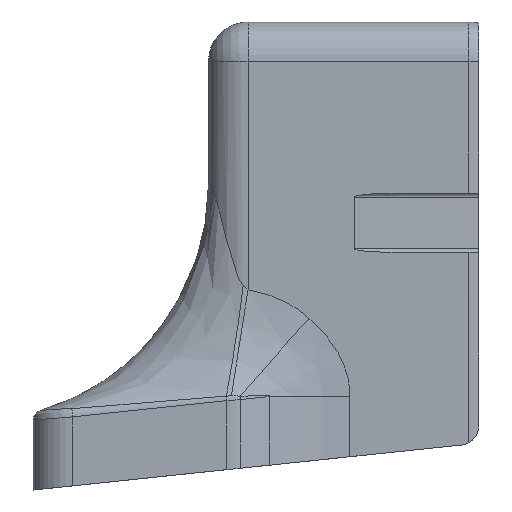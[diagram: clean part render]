
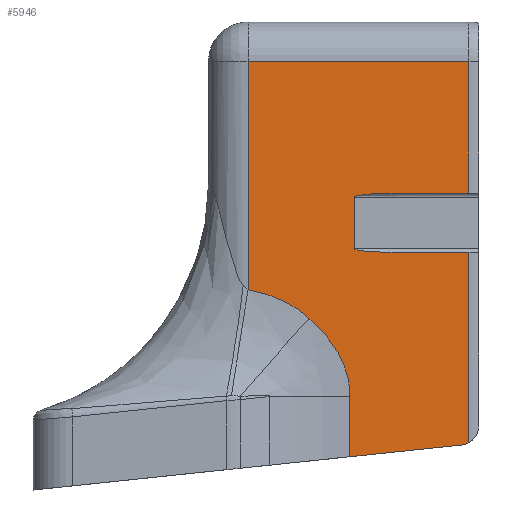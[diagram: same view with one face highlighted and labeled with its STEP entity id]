
A CAD part, front view. The second image highlights one B-rep face of the part: STEP entity #5946.
In plain terms, the highlighted planar face has unit normal (0, -1, 0).
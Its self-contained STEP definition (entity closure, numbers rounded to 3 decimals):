
#145 = ORIENTED_EDGE ( 'NONE', *, *, #9371, .T. ) ;
#170 = EDGE_CURVE ( 'NONE', #4385, #7046, #1239, .T. ) ;
#285 = LINE ( 'NONE', #8293, #1371 ) ;
#358 = CARTESIAN_POINT ( 'NONE',  ( 19.938, 48.12, 136.924 ) ) ;
#418 = CARTESIAN_POINT ( 'NONE',  ( 14.125, 48.12, 134.007 ) ) ;
#471 = VERTEX_POINT ( 'NONE', #4725 ) ;
#698 = VECTOR ( 'NONE', #5225, 1000. ) ;
#803 = CARTESIAN_POINT ( 'NONE',  ( 14.125, 48.12, 136.841 ) ) ;
#851 = DIRECTION ( 'NONE',  ( -0.995, 0., -0.105 ) ) ;
#956 =( BOUNDED_CURVE ( )  B_SPLINE_CURVE ( 3, ( #3831, #3672, #418, #7841 ),
 .UNSPECIFIED., .F., .T. ) 
 B_SPLINE_CURVE_WITH_KNOTS ( ( 4, 4 ),
 ( 1.571, 3.142 ),
 .UNSPECIFIED. ) 
 CURVE ( )  GEOMETRIC_REPRESENTATION_ITEM ( )  RATIONAL_B_SPLINE_CURVE ( ( 1., 0.805, 0.805, 1. ) ) 
 REPRESENTATION_ITEM ( '' )  );
#1030 = PLANE ( 'NONE',  #1725 ) ;
#1035 = ORIENTED_EDGE ( 'NONE', *, *, #5108, .T. ) ;
#1039 = ORIENTED_EDGE ( 'NONE', *, *, #9118, .T. ) ;
#1085 = CARTESIAN_POINT ( 'NONE',  ( 19.938, 48.12, 124.287 ) ) ;
#1181 =( BOUNDED_CURVE ( )  B_SPLINE_CURVE ( 3, ( #7189, #9526, #6410, #3870 ),
 .UNSPECIFIED., .F., .T. ) 
 B_SPLINE_CURVE_WITH_KNOTS ( ( 4, 4 ),
 ( 2.838, 3.177 ),
 .UNSPECIFIED. ) 
 CURVE ( )  GEOMETRIC_REPRESENTATION_ITEM ( )  RATIONAL_B_SPLINE_CURVE ( ( 1., 0.99, 0.99, 1. ) ) 
 REPRESENTATION_ITEM ( '' )  );
#1200 = LINE ( 'NONE', #2658, #2066 ) ;
#1239 = LINE ( 'NONE', #2126, #5162 ) ;
#1344 = ORIENTED_EDGE ( 'NONE', *, *, #170, .T. ) ;
#1371 = VECTOR ( 'NONE', #6710, 1000. ) ;
#1420 = EDGE_CURVE ( 'NONE', #2091, #471, #9128, .T. ) ;
#1627 = CARTESIAN_POINT ( 'NONE',  ( 14.125, 48.12, 136.724 ) ) ;
#1665 = CARTESIAN_POINT ( 'NONE',  ( 11.828, 48.12, 130.599 ) ) ;
#1725 = AXIS2_PLACEMENT_3D ( 'NONE', #1863, #7558, #8302 ) ;
#1842 = CARTESIAN_POINT ( 'NONE',  ( 10.129, 48.12, 131.654 ) ) ;
#1853 = VECTOR ( 'NONE', #4569, 1000. ) ;
#1863 = CARTESIAN_POINT ( 'NONE',  ( 0., 48.12, 146.035 ) ) ;
#1978 = CARTESIAN_POINT ( 'NONE',  ( 19.438, 48.12, 125.153 ) ) ;
#1984 = FACE_OUTER_BOUND ( 'NONE', #2608, .T. ) ;
#2023 = ORIENTED_EDGE ( 'NONE', *, *, #9077, .T. ) ;
#2066 = VECTOR ( 'NONE', #7612, 1000. ) ;
#2091 = VERTEX_POINT ( 'NONE', #7809 ) ;
#2101 = DIRECTION ( 'NONE',  ( 0., 0., -1. ) ) ;
#2126 = CARTESIAN_POINT ( 'NONE',  ( 8.738, 48.12, 143.606 ) ) ;
#2262 = CARTESIAN_POINT ( 'NONE',  ( 16.038, 48.12, 136.924 ) ) ;
#2406 = CARTESIAN_POINT ( 'NONE',  ( 16.038, 48.12, 133.924 ) ) ;
#2463 = ORIENTED_EDGE ( 'NONE', *, *, #9512, .T. ) ;
#2608 = EDGE_LOOP ( 'NONE', ( #9937, #1039, #5011, #1035, #145, #10371, #4560, #3077, #2023, #1344, #7603, #2463, #5924, #9896 ) ) ;
#2658 = CARTESIAN_POINT ( 'NONE',  ( 0., 48.12, 133.924 ) ) ;
#3077 = ORIENTED_EDGE ( 'NONE', *, *, #8714, .T. ) ;
#3104 = VERTEX_POINT ( 'NONE', #1665 ) ;
#3128 = CARTESIAN_POINT ( 'NONE',  ( 14.125, 48.12, 136.724 ) ) ;
#3179 = VERTEX_POINT ( 'NONE', #2262 ) ;
#3235 = CARTESIAN_POINT ( 'NONE',  ( 8.738, 48.12, 143.606 ) ) ;
#3270 = B_SPLINE_CURVE_WITH_KNOTS ( 'NONE', 3,
 ( #9991, #9144, #5003, #7433, #1842, #5160, #5106, #5954 ),
 .UNSPECIFIED., .F., .F.,
 ( 4, 2, 2, 4 ),
 ( 0., 0.001, 0.002, 0.003 ),
 .UNSPECIFIED. ) ;
#3331 = VERTEX_POINT ( 'NONE', #7510 ) ;
#3625 = VECTOR ( 'NONE', #4934, 1000. ) ;
#3653 = LINE ( 'NONE', #6183, #1853 ) ;
#3672 = CARTESIAN_POINT ( 'NONE',  ( 14.917, 48.12, 133.924 ) ) ;
#3708 = CARTESIAN_POINT ( 'NONE',  ( 14.125, 48.12, 146.035 ) ) ;
#3754 = VERTEX_POINT ( 'NONE', #3817 ) ;
#3765 = EDGE_CURVE ( 'NONE', #3104, #2091, #1181, .T. ) ;
#3817 = CARTESIAN_POINT ( 'NONE',  ( 19.542, 48.12, 124.159 ) ) ;
#3827 = VERTEX_POINT ( 'NONE', #1085 ) ;
#3831 = CARTESIAN_POINT ( 'NONE',  ( 16.038, 48.12, 133.924 ) ) ;
#3870 = CARTESIAN_POINT ( 'NONE',  ( 13.908, 48.12, 126.615 ) ) ;
#3897 = CARTESIAN_POINT ( 'NONE',  ( 19.938, 48.12, 146.035 ) ) ;
#3901 = VECTOR ( 'NONE', #2101, 1000. ) ;
#4385 = VERTEX_POINT ( 'NONE', #8673 ) ;
#4438 = EDGE_CURVE ( 'NONE', #7046, #8283, #3653, .T. ) ;
#4560 = ORIENTED_EDGE ( 'NONE', *, *, #9953, .T. ) ;
#4569 = DIRECTION ( 'NONE',  ( 0., 0., -1. ) ) ;
#4585 = VERTEX_POINT ( 'NONE', #6556 ) ;
#4614 = VERTEX_POINT ( 'NONE', #3128 ) ;
#4725 = CARTESIAN_POINT ( 'NONE',  ( 13.908, 48.12, 123.567 ) ) ;
#4786 = CARTESIAN_POINT ( 'NONE',  ( 8.738, 48.12, 132.031 ) ) ;
#4887 = CARTESIAN_POINT ( 'NONE',  ( 16.038, 48.12, 136.924 ) ) ;
#4934 = DIRECTION ( 'NONE',  ( 0., 0., -1. ) ) ;
#5003 = CARTESIAN_POINT ( 'NONE',  ( 9.305, 48.12, 131.923 ) ) ;
#5011 = ORIENTED_EDGE ( 'NONE', *, *, #10469, .T. ) ;
#5106 = CARTESIAN_POINT ( 'NONE',  ( 11.393, 48.12, 130.982 ) ) ;
#5108 = EDGE_CURVE ( 'NONE', #4585, #5810, #1200, .T. ) ;
#5160 = CARTESIAN_POINT ( 'NONE',  ( 10.912, 48.12, 131.292 ) ) ;
#5162 = VECTOR ( 'NONE', #7861, 1000. ) ;
#5225 = DIRECTION ( 'NONE',  ( 0., 0., 1. ) ) ;
#5247 = LINE ( 'NONE', #6780, #9907 ) ;
#5412 = VERTEX_POINT ( 'NONE', #358 ) ;
#5631 = EDGE_CURVE ( 'NONE', #4614, #3331, #7994, .T. ) ;
#5810 = VERTEX_POINT ( 'NONE', #2406 ) ;
#5924 = ORIENTED_EDGE ( 'NONE', *, *, #3765, .T. ) ;
#5946 = ADVANCED_FACE ( 'NONE', ( #1984 ), #1030, .T. ) ;
#5954 = CARTESIAN_POINT ( 'NONE',  ( 11.828, 48.12, 130.599 ) ) ;
#6183 = CARTESIAN_POINT ( 'NONE',  ( 8.738, 48.12, 146.035 ) ) ;
#6349 = LINE ( 'NONE', #6930, #9389 ) ;
#6410 = CARTESIAN_POINT ( 'NONE',  ( 13.908, 48.12, 128.041 ) ) ;
#6556 = CARTESIAN_POINT ( 'NONE',  ( 19.938, 48.12, 133.924 ) ) ;
#6683 = CARTESIAN_POINT ( 'NONE',  ( 13.908, 48.12, 146.035 ) ) ;
#6710 = DIRECTION ( 'NONE',  ( 1., 0., 0. ) ) ;
#6780 = CARTESIAN_POINT ( 'NONE',  ( 2.488, 48.12, 122.366 ) ) ;
#6930 = CARTESIAN_POINT ( 'NONE',  ( 19.938, 48.12, 146.035 ) ) ;
#7046 = VERTEX_POINT ( 'NONE', #3235 ) ;
#7186 = CIRCLE ( 'NONE', #7862, 1. ) ;
#7189 = CARTESIAN_POINT ( 'NONE',  ( 11.828, 48.12, 130.599 ) ) ;
#7433 = CARTESIAN_POINT ( 'NONE',  ( 9.857, 48.12, 131.757 ) ) ;
#7510 = CARTESIAN_POINT ( 'NONE',  ( 14.125, 48.12, 134.124 ) ) ;
#7558 = DIRECTION ( 'NONE',  ( 0., -1., 0. ) ) ;
#7603 = ORIENTED_EDGE ( 'NONE', *, *, #4438, .T. ) ;
#7612 = DIRECTION ( 'NONE',  ( -1., 0., 0. ) ) ;
#7662 = DIRECTION ( 'NONE',  ( 0., -1., 0. ) ) ;
#7729 = DIRECTION ( 'NONE',  ( 0., 0., 1. ) ) ;
#7809 = CARTESIAN_POINT ( 'NONE',  ( 13.908, 48.12, 126.615 ) ) ;
#7841 = CARTESIAN_POINT ( 'NONE',  ( 14.125, 48.12, 134.124 ) ) ;
#7861 = DIRECTION ( 'NONE',  ( -1., 0., 0. ) ) ;
#7862 = AXIS2_PLACEMENT_3D ( 'NONE', #1978, #7662, #10456 ) ;
#7867 =( BOUNDED_CURVE ( )  B_SPLINE_CURVE ( 3, ( #1627, #803, #9503, #4887 ),
 .UNSPECIFIED., .F., .T. ) 
 B_SPLINE_CURVE_WITH_KNOTS ( ( 4, 4 ),
 ( 0., 1.571 ),
 .UNSPECIFIED. ) 
 CURVE ( )  GEOMETRIC_REPRESENTATION_ITEM ( )  RATIONAL_B_SPLINE_CURVE ( ( 1., 0.805, 0.805, 1. ) ) 
 REPRESENTATION_ITEM ( '' )  );
#7994 = LINE ( 'NONE', #3708, #3901 ) ;
#8283 = VERTEX_POINT ( 'NONE', #4786 ) ;
#8293 = CARTESIAN_POINT ( 'NONE',  ( 0., 48.12, 136.924 ) ) ;
#8302 = DIRECTION ( 'NONE',  ( 0., 0., -1. ) ) ;
#8673 = CARTESIAN_POINT ( 'NONE',  ( 19.938, 48.12, 143.606 ) ) ;
#8714 = EDGE_CURVE ( 'NONE', #3179, #5412, #285, .T. ) ;
#9077 = EDGE_CURVE ( 'NONE', #5412, #4385, #9257, .T. ) ;
#9118 = EDGE_CURVE ( 'NONE', #3754, #3827, #7186, .T. ) ;
#9128 = LINE ( 'NONE', #6683, #3625 ) ;
#9144 = CARTESIAN_POINT ( 'NONE',  ( 9.024, 48.12, 131.987 ) ) ;
#9257 = LINE ( 'NONE', #3897, #698 ) ;
#9371 = EDGE_CURVE ( 'NONE', #5810, #3331, #956, .T. ) ;
#9389 = VECTOR ( 'NONE', #7729, 1000. ) ;
#9503 = CARTESIAN_POINT ( 'NONE',  ( 14.917, 48.12, 136.924 ) ) ;
#9512 = EDGE_CURVE ( 'NONE', #8283, #3104, #3270, .T. ) ;
#9526 = CARTESIAN_POINT ( 'NONE',  ( 13.208, 48.12, 129.382 ) ) ;
#9896 = ORIENTED_EDGE ( 'NONE', *, *, #1420, .T. ) ;
#9907 = VECTOR ( 'NONE', #851, 1000. ) ;
#9937 = ORIENTED_EDGE ( 'NONE', *, *, #10089, .F. ) ;
#9953 = EDGE_CURVE ( 'NONE', #4614, #3179, #7867, .T. ) ;
#9991 = CARTESIAN_POINT ( 'NONE',  ( 8.738, 48.12, 132.031 ) ) ;
#10089 = EDGE_CURVE ( 'NONE', #3754, #471, #5247, .T. ) ;
#10371 = ORIENTED_EDGE ( 'NONE', *, *, #5631, .F. ) ;
#10456 = DIRECTION ( 'NONE',  ( 0., 0., -1. ) ) ;
#10469 = EDGE_CURVE ( 'NONE', #3827, #4585, #6349, .T. ) ;
